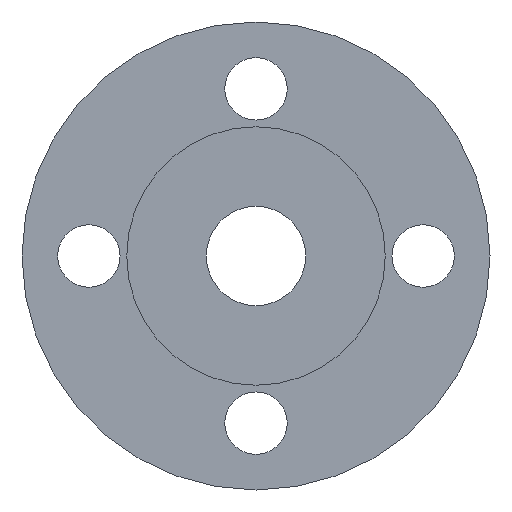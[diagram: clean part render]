
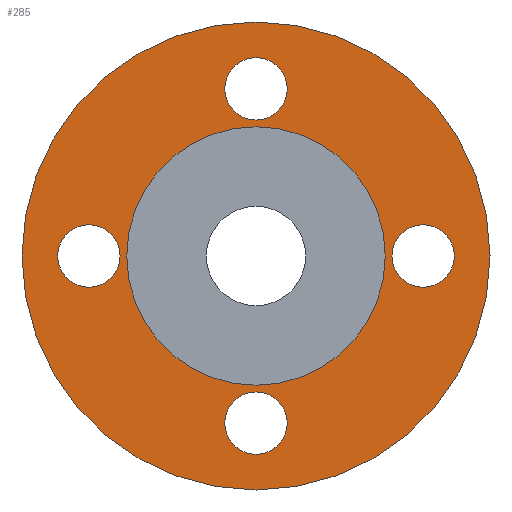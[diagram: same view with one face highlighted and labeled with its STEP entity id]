
A CAD part, front view. The second image highlights one B-rep face of the part: STEP entity #285.
In plain terms, the highlighted planar face has unit normal (0, -1, 0).
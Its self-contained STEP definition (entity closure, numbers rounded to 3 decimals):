
#9 = EDGE_LOOP ( 'NONE', ( #751, #755 ) ) ;
#21 = CARTESIAN_POINT ( 'NONE',  ( -37.5, 2., 7. ) ) ;
#24 = CARTESIAN_POINT ( 'NONE',  ( 0., 2., -30.5 ) ) ;
#31 = AXIS2_PLACEMENT_3D ( 'NONE', #155, #308, #261 ) ;
#47 = AXIS2_PLACEMENT_3D ( 'NONE', #222, #150, #464 ) ;
#53 = CARTESIAN_POINT ( 'NONE',  ( 0., 2., 30.5 ) ) ;
#55 = CARTESIAN_POINT ( 'NONE',  ( 37.5, 2., 7. ) ) ;
#69 = ORIENTED_EDGE ( 'NONE', *, *, #273, .F. ) ;
#70 = AXIS2_PLACEMENT_3D ( 'NONE', #177, #187, #497 ) ;
#85 = ORIENTED_EDGE ( 'NONE', *, *, #734, .F. ) ;
#86 = CIRCLE ( 'NONE', #294, 7. ) ;
#88 = DIRECTION ( 'NONE',  ( 0., -1., 0. ) ) ;
#96 = DIRECTION ( 'NONE',  ( 0., -1., 0. ) ) ;
#99 = AXIS2_PLACEMENT_3D ( 'NONE', #368, #727, #238 ) ;
#102 = CARTESIAN_POINT ( 'NONE',  ( 0., 2., 37.5 ) ) ;
#104 = EDGE_CURVE ( 'NONE', #761, #686, #165, .T. ) ;
#108 = CIRCLE ( 'NONE', #396, 7. ) ;
#113 = CARTESIAN_POINT ( 'NONE',  ( 0., 2., -37.5 ) ) ;
#138 = ORIENTED_EDGE ( 'NONE', *, *, #499, .F. ) ;
#141 = CIRCLE ( 'NONE', #31, 52.5 ) ;
#149 = CIRCLE ( 'NONE', #665, 7. ) ;
#150 = DIRECTION ( 'NONE',  ( 0., -1., 0. ) ) ;
#155 = CARTESIAN_POINT ( 'NONE',  ( 0., 2., 0. ) ) ;
#165 = CIRCLE ( 'NONE', #614, 7. ) ;
#167 = DIRECTION ( 'NONE',  ( 0., 1., 0. ) ) ;
#175 = CARTESIAN_POINT ( 'NONE',  ( 37.5, 2., 0. ) ) ;
#177 = CARTESIAN_POINT ( 'NONE',  ( 0., 2., 37.5 ) ) ;
#181 = DIRECTION ( 'NONE',  ( 0., 0., -1. ) ) ;
#187 = DIRECTION ( 'NONE',  ( 0., -1., 0. ) ) ;
#202 = AXIS2_PLACEMENT_3D ( 'NONE', #113, #412, #721 ) ;
#211 = FACE_BOUND ( 'NONE', #714, .T. ) ;
#216 = CIRCLE ( 'NONE', #70, 7. ) ;
#217 = FACE_BOUND ( 'NONE', #279, .T. ) ;
#222 = CARTESIAN_POINT ( 'NONE',  ( 0., 2., 29. ) ) ;
#226 = CARTESIAN_POINT ( 'NONE',  ( -37.5, 2., 0. ) ) ;
#231 = DIRECTION ( 'NONE',  ( 0., -1., 0. ) ) ;
#238 = DIRECTION ( 'NONE',  ( 0., 0., 1. ) ) ;
#240 = CIRCLE ( 'NONE', #99, 29. ) ;
#260 = VERTEX_POINT ( 'NONE', #24 ) ;
#261 = DIRECTION ( 'NONE',  ( 0., 0., 1. ) ) ;
#262 = DIRECTION ( 'NONE',  ( 0., -1., 0. ) ) ;
#263 = EDGE_LOOP ( 'NONE', ( #85, #433 ) ) ;
#271 = DIRECTION ( 'NONE',  ( 0., 0., -1. ) ) ;
#273 = EDGE_CURVE ( 'NONE', #260, #568, #86, .T. ) ;
#275 = FACE_BOUND ( 'NONE', #263, .T. ) ;
#278 = EDGE_CURVE ( 'NONE', #450, #550, #400, .T. ) ;
#279 = EDGE_LOOP ( 'NONE', ( #723, #439 ) ) ;
#282 = AXIS2_PLACEMENT_3D ( 'NONE', #226, #650, #472 ) ;
#284 = CARTESIAN_POINT ( 'NONE',  ( 0., 2., -37.5 ) ) ;
#285 = ADVANCED_FACE ( 'NONE', ( #275, #211, #461, #773, #217, #526 ), #391, .T. ) ;
#286 = CARTESIAN_POINT ( 'NONE',  ( 37.5, 2., -7. ) ) ;
#287 = VERTEX_POINT ( 'NONE', #21 ) ;
#294 = AXIS2_PLACEMENT_3D ( 'NONE', #284, #96, #271 ) ;
#299 = CIRCLE ( 'NONE', #202, 7. ) ;
#308 = DIRECTION ( 'NONE',  ( 0., 1., 0. ) ) ;
#324 = DIRECTION ( 'NONE',  ( 0., 0., -1. ) ) ;
#328 = VERTEX_POINT ( 'NONE', #399 ) ;
#354 = CARTESIAN_POINT ( 'NONE',  ( 0., 2., -52.5 ) ) ;
#368 = CARTESIAN_POINT ( 'NONE',  ( 0., 2., 0. ) ) ;
#369 = DIRECTION ( 'NONE',  ( 0., 0., -1. ) ) ;
#377 = VERTEX_POINT ( 'NONE', #53 ) ;
#378 = EDGE_LOOP ( 'NONE', ( #693, #410 ) ) ;
#391 = PLANE ( 'NONE',  #47 ) ;
#396 = AXIS2_PLACEMENT_3D ( 'NONE', #175, #88, #369 ) ;
#399 = CARTESIAN_POINT ( 'NONE',  ( -37.5, 2., -7. ) ) ;
#400 = CIRCLE ( 'NONE', #788, 29. ) ;
#410 = ORIENTED_EDGE ( 'NONE', *, *, #423, .F. ) ;
#412 = DIRECTION ( 'NONE',  ( 0., -1., 0. ) ) ;
#423 = EDGE_CURVE ( 'NONE', #287, #328, #764, .T. ) ;
#431 = DIRECTION ( 'NONE',  ( 0., 0., 1. ) ) ;
#433 = ORIENTED_EDGE ( 'NONE', *, *, #104, .F. ) ;
#439 = ORIENTED_EDGE ( 'NONE', *, *, #442, .T. ) ;
#442 = EDGE_CURVE ( 'NONE', #550, #450, #240, .T. ) ;
#446 = CARTESIAN_POINT ( 'NONE',  ( 0., 2., -29. ) ) ;
#450 = VERTEX_POINT ( 'NONE', #474 ) ;
#461 = FACE_BOUND ( 'NONE', #378, .T. ) ;
#464 = DIRECTION ( 'NONE',  ( 0., 0., -1. ) ) ;
#468 = CARTESIAN_POINT ( 'NONE',  ( 0., 2., 44.5 ) ) ;
#472 = DIRECTION ( 'NONE',  ( 0., 0., -1. ) ) ;
#474 = CARTESIAN_POINT ( 'NONE',  ( 0., 2., 29. ) ) ;
#497 = DIRECTION ( 'NONE',  ( 0., 0., -1. ) ) ;
#498 = VERTEX_POINT ( 'NONE', #354 ) ;
#499 = EDGE_CURVE ( 'NONE', #568, #260, #299, .T. ) ;
#503 = EDGE_CURVE ( 'NONE', #498, #634, #541, .T. ) ;
#518 = CARTESIAN_POINT ( 'NONE',  ( 0., 2., 0. ) ) ;
#526 = FACE_OUTER_BOUND ( 'NONE', #9, .T. ) ;
#527 = DIRECTION ( 'NONE',  ( 0., -1., 0. ) ) ;
#536 = EDGE_CURVE ( 'NONE', #634, #498, #141, .T. ) ;
#541 = CIRCLE ( 'NONE', #756, 52.5 ) ;
#550 = VERTEX_POINT ( 'NONE', #446 ) ;
#563 = EDGE_CURVE ( 'NONE', #328, #287, #631, .T. ) ;
#568 = VERTEX_POINT ( 'NONE', #774 ) ;
#575 = DIRECTION ( 'NONE',  ( 0., 1., 0. ) ) ;
#614 = AXIS2_PLACEMENT_3D ( 'NONE', #633, #262, #324 ) ;
#626 = VERTEX_POINT ( 'NONE', #468 ) ;
#631 = CIRCLE ( 'NONE', #282, 7. ) ;
#633 = CARTESIAN_POINT ( 'NONE',  ( 37.5, 2., 0. ) ) ;
#634 = VERTEX_POINT ( 'NONE', #655 ) ;
#640 = DIRECTION ( 'NONE',  ( 0., 0., 1. ) ) ;
#650 = DIRECTION ( 'NONE',  ( 0., -1., 0. ) ) ;
#655 = CARTESIAN_POINT ( 'NONE',  ( 0., 2., 52.5 ) ) ;
#665 = AXIS2_PLACEMENT_3D ( 'NONE', #102, #527, #781 ) ;
#686 = VERTEX_POINT ( 'NONE', #286 ) ;
#690 = ORIENTED_EDGE ( 'NONE', *, *, #768, .F. ) ;
#693 = ORIENTED_EDGE ( 'NONE', *, *, #563, .F. ) ;
#706 = EDGE_CURVE ( 'NONE', #377, #626, #149, .T. ) ;
#714 = EDGE_LOOP ( 'NONE', ( #739, #690 ) ) ;
#721 = DIRECTION ( 'NONE',  ( 0., 0., -1. ) ) ;
#723 = ORIENTED_EDGE ( 'NONE', *, *, #278, .T. ) ;
#727 = DIRECTION ( 'NONE',  ( 0., 1., 0. ) ) ;
#731 = CARTESIAN_POINT ( 'NONE',  ( -37.5, 2., 0. ) ) ;
#734 = EDGE_CURVE ( 'NONE', #686, #761, #108, .T. ) ;
#736 = CARTESIAN_POINT ( 'NONE',  ( 0., 2., 0. ) ) ;
#739 = ORIENTED_EDGE ( 'NONE', *, *, #706, .F. ) ;
#751 = ORIENTED_EDGE ( 'NONE', *, *, #536, .F. ) ;
#755 = ORIENTED_EDGE ( 'NONE', *, *, #503, .F. ) ;
#756 = AXIS2_PLACEMENT_3D ( 'NONE', #736, #167, #431 ) ;
#761 = VERTEX_POINT ( 'NONE', #55 ) ;
#764 = CIRCLE ( 'NONE', #802, 7. ) ;
#768 = EDGE_CURVE ( 'NONE', #626, #377, #216, .T. ) ;
#769 = EDGE_LOOP ( 'NONE', ( #138, #69 ) ) ;
#773 = FACE_BOUND ( 'NONE', #769, .T. ) ;
#774 = CARTESIAN_POINT ( 'NONE',  ( 0., 2., -44.5 ) ) ;
#781 = DIRECTION ( 'NONE',  ( 0., 0., -1. ) ) ;
#788 = AXIS2_PLACEMENT_3D ( 'NONE', #518, #575, #640 ) ;
#802 = AXIS2_PLACEMENT_3D ( 'NONE', #731, #231, #181 ) ;
